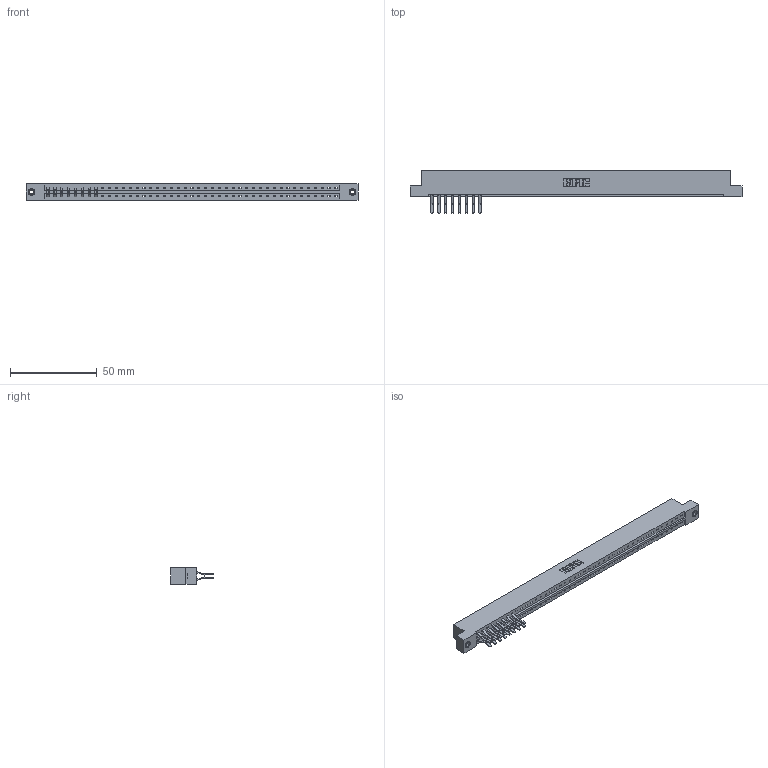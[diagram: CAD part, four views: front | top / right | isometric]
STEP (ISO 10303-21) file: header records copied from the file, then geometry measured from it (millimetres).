
FILE_DESCRIPTION (( 'STEP AP203' ), '1' );
FILE_NAME ('333-016-560-208.STEP', '2018-08-01T21:12:38', ( '' ), ( '' ), 'SwSTEP 2.0', 'SolidWorks 2016', '' );
FILE_SCHEMA (( 'CONFIG_CONTROL_DESIGN' ));
Length unit declared in the file: inch
Products named in the file (4): 345-292-001_560 Tail; 345-250-001_345-250-003-102; 333-016-560-208; 333 Part_Flush - .156 Dia - TI
Assembly tree (19 placements, depth 2):
  333-016-560-208
    333 Part_Flush - .156 Dia - TI
    345-292-001_560 Tail  x16
    345-250-001_345-250-003-102  x2
Bounding box: 191.92 x 24.78 x 9.4 mm (x, y, z)
Volume: 19072 mm3; surface area: 19122.2 mm2
Topology: 19 solids, 19 shells, 1458 faces, 4493 edges, 2966 vertices
Faces by surface type: plane 1098, cylinder 344, cone 12, torus 4
Entity records: 26568 total; most frequent: CARTESIAN_POINT 4687, ORIENTED_EDGE 4686, DIRECTION 3957, EDGE_CURVE 2343, VECTOR 2191, LINE 2191, VERTEX_POINT 1556, AXIS2_PLACEMENT_3D 883
